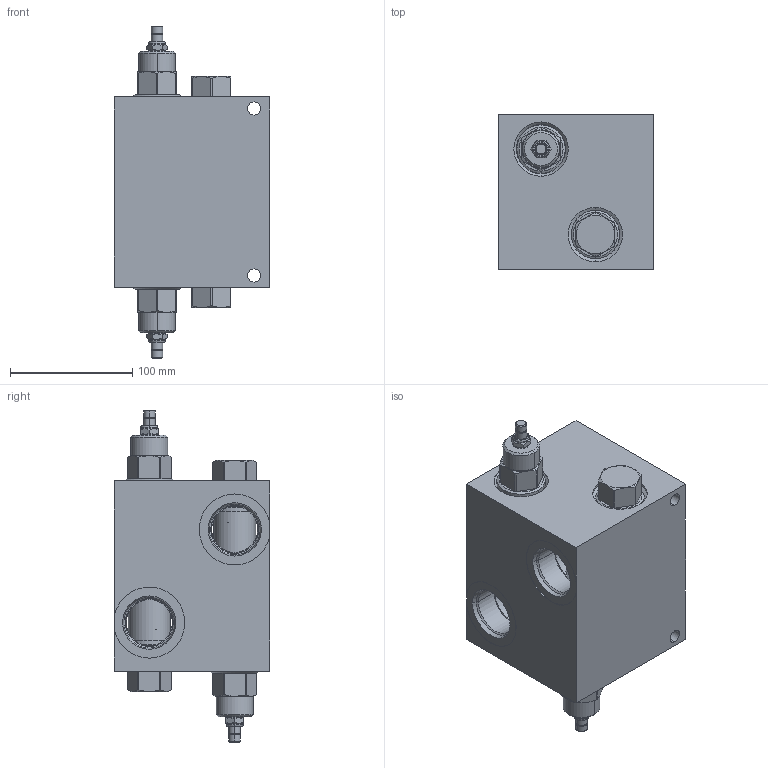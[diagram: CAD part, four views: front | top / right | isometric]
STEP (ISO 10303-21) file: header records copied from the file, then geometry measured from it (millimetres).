
FILE_DESCRIPTION((''),'2;1');
FILE_NAME('MANIFOLD_STP1_ASM','2015-04-10T',('Administrator'),(''),'PRO/ENGINEER BY PARAMETRIC TECHNOLOGY CORPORATION, 2006240','PRO/ENGINEER BY PARAMETRIC TECHNOLOGY CORPORATION, 2006240','');
FILE_SCHEMA(('CONFIG_CONTROL_DESIGN'));
Length unit declared in the file: inch
Products named in the file (3): 151163006C_PRT; ASMNAME_CART_PRT; MANIFOLD_STP1_ASM
Assembly tree (2 placements, depth 2):
  MANIFOLD_STP1_ASM
    151163006C_PRT
    ASMNAME_CART_PRT
Bounding box: 127 x 127 x 271.45 mm (x, y, z)
Surface area: 299656.4 mm2 (no closed solid volume)
Topology: 0 solids, 29 shells, 956 faces, 2225 edges, 1334 vertices
Faces by surface type: cylinder 420, cone 230, plane 174, torus 132
Entity records: 29016 total; most frequent: CARTESIAN_POINT 6809, DIRECTION 5051, ORIENTED_EDGE 4352, EDGE_CURVE 2201, AXIS2_PLACEMENT_3D 2150, VERTEX_POINT 1334, CIRCLE 1189, EDGE_LOOP 1071
